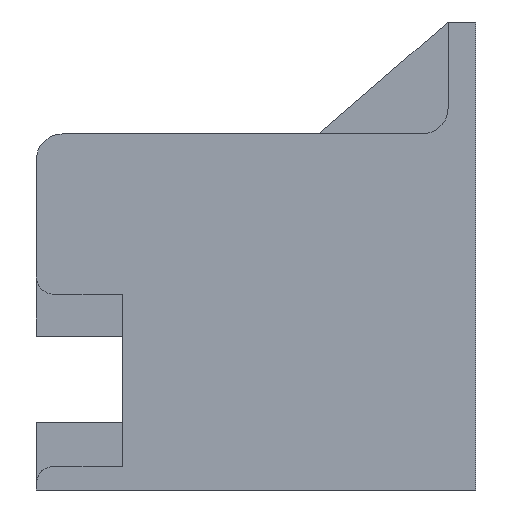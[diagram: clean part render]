
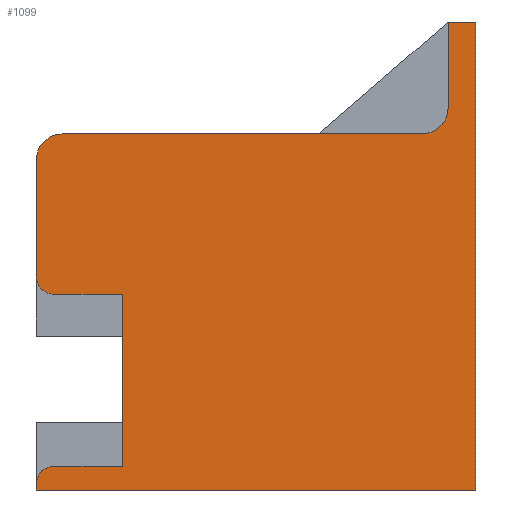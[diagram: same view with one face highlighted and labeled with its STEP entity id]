
A CAD part, left-side view. The second image highlights one B-rep face of the part: STEP entity #1099.
In plain terms, the highlighted planar face has unit normal (-1, 0, 0).
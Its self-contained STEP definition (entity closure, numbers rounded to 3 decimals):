
#65=CIRCLE('',#1167,3.);
#71=CIRCLE('',#1185,3.);
#72=CIRCLE('',#1186,2.);
#73=CIRCLE('',#1187,2.);
#111=FACE_OUTER_BOUND('',#173,.T.);
#173=EDGE_LOOP('',(#792,#793,#794,#795,#796,#797,#798,#799,#800,#801,#802,
#803,#804,#805));
#227=LINE('',#1609,#341);
#247=LINE('',#1656,#361);
#250=LINE('',#1664,#364);
#256=LINE('',#1682,#370);
#257=LINE('',#1684,#371);
#258=LINE('',#1685,#372);
#259=LINE('',#1689,#373);
#260=LINE('',#1693,#374);
#261=LINE('',#1695,#375);
#262=LINE('',#1697,#376);
#341=VECTOR('',#1282,10.);
#361=VECTOR('',#1324,10.);
#364=VECTOR('',#1333,10.);
#370=VECTOR('',#1351,10.);
#371=VECTOR('',#1352,10.);
#372=VECTOR('',#1353,10.);
#373=VECTOR('',#1356,10.);
#374=VECTOR('',#1359,10.);
#375=VECTOR('',#1360,10.);
#376=VECTOR('',#1361,10.);
#454=VERTEX_POINT('',#1606);
#455=VERTEX_POINT('',#1608);
#457=VERTEX_POINT('',#1614);
#471=VERTEX_POINT('',#1654);
#473=VERTEX_POINT('',#1662);
#478=VERTEX_POINT('',#1680);
#479=VERTEX_POINT('',#1681);
#480=VERTEX_POINT('',#1683);
#481=VERTEX_POINT('',#1686);
#482=VERTEX_POINT('',#1688);
#483=VERTEX_POINT('',#1690);
#484=VERTEX_POINT('',#1692);
#485=VERTEX_POINT('',#1694);
#486=VERTEX_POINT('',#1696);
#563=EDGE_CURVE('',#454,#455,#227,.T.);
#567=EDGE_CURVE('',#457,#454,#65,.T.);
#587=EDGE_CURVE('',#471,#457,#247,.T.);
#591=EDGE_CURVE('',#473,#455,#250,.T.);
#599=EDGE_CURVE('',#478,#479,#256,.T.);
#600=EDGE_CURVE('',#478,#480,#257,.T.);
#601=EDGE_CURVE('',#473,#480,#258,.T.);
#602=EDGE_CURVE('',#481,#471,#71,.T.);
#603=EDGE_CURVE('',#482,#481,#259,.T.);
#604=EDGE_CURVE('',#483,#482,#72,.T.);
#605=EDGE_CURVE('',#484,#483,#260,.T.);
#606=EDGE_CURVE('',#485,#484,#261,.T.);
#607=EDGE_CURVE('',#486,#485,#262,.T.);
#608=EDGE_CURVE('',#479,#486,#73,.T.);
#792=ORIENTED_EDGE('',*,*,#599,.F.);
#793=ORIENTED_EDGE('',*,*,#600,.T.);
#794=ORIENTED_EDGE('',*,*,#601,.F.);
#795=ORIENTED_EDGE('',*,*,#591,.T.);
#796=ORIENTED_EDGE('',*,*,#563,.F.);
#797=ORIENTED_EDGE('',*,*,#567,.F.);
#798=ORIENTED_EDGE('',*,*,#587,.F.);
#799=ORIENTED_EDGE('',*,*,#602,.F.);
#800=ORIENTED_EDGE('',*,*,#603,.F.);
#801=ORIENTED_EDGE('',*,*,#604,.F.);
#802=ORIENTED_EDGE('',*,*,#605,.F.);
#803=ORIENTED_EDGE('',*,*,#606,.F.);
#804=ORIENTED_EDGE('',*,*,#607,.F.);
#805=ORIENTED_EDGE('',*,*,#608,.F.);
#1061=PLANE('',#1184);
#1099=ADVANCED_FACE('',(#111),#1061,.F.);
#1167=AXIS2_PLACEMENT_3D('',#1616,#1289,#1290);
#1184=AXIS2_PLACEMENT_3D('',#1679,#1349,#1350);
#1185=AXIS2_PLACEMENT_3D('',#1687,#1354,#1355);
#1186=AXIS2_PLACEMENT_3D('',#1691,#1357,#1358);
#1187=AXIS2_PLACEMENT_3D('',#1698,#1362,#1363);
#1282=DIRECTION('',(0.,0.,1.));
#1289=DIRECTION('center_axis',(-1.,0.,0.));
#1290=DIRECTION('ref_axis',(0.,-0.707,-0.707));
#1324=DIRECTION('',(0.,-1.,0.));
#1333=DIRECTION('',(0.,1.,0.));
#1349=DIRECTION('center_axis',(1.,0.,0.));
#1350=DIRECTION('ref_axis',(0.,0.,
1.));
#1351=DIRECTION('',(0.,0.,1.));
#1352=DIRECTION('',(0.,-1.,0.));
#1353=DIRECTION('',(0.,0.,-1.));
#1354=DIRECTION('center_axis',(1.,0.,0.));
#1355=DIRECTION('ref_axis',(0.,0.,1.));
#1356=DIRECTION('',(0.,0.,1.));
#1357=DIRECTION('center_axis',(1.,0.,0.));
#1358=DIRECTION('ref_axis',(0.,0.,-1.));
#1359=DIRECTION('',(0.,1.,0.));
#1360=DIRECTION('',(0.,0.,1.));
#1361=DIRECTION('',(0.,-1.,0.));
#1362=DIRECTION('center_axis',(1.,0.,0.));
#1363=DIRECTION('ref_axis',(0.,0.,1.));
#1606=CARTESIAN_POINT('',(-58.185,-1.8,28.827));
#1608=CARTESIAN_POINT('',(-58.185,-1.8,38.827));
#1609=CARTESIAN_POINT('',(-58.185,-1.8,38.827));
#1614=CARTESIAN_POINT('',(-58.185,1.2,25.827));
#1616=CARTESIAN_POINT('Origin',(-58.185,1.2,28.827));
#1654=CARTESIAN_POINT('',(-58.185,43.,25.827));
#1656=CARTESIAN_POINT('',(-58.185,57.,25.827));
#1662=CARTESIAN_POINT('',(-58.185,-5.,38.827));
#1664=CARTESIAN_POINT('',(-58.185,-5.,38.827));
#1679=CARTESIAN_POINT('Origin',(-58.185,119.,-15.516));
#1680=CARTESIAN_POINT('',(-58.185,46.,-15.516));
#1681=CARTESIAN_POINT('',(-58.185,46.,-14.776));
#1682=CARTESIAN_POINT('',(-58.185,46.,-7.758));
#1683=CARTESIAN_POINT('',(-58.185,-5.,-15.516));
#1684=CARTESIAN_POINT('',(-58.185,119.,-15.516));
#1685=CARTESIAN_POINT('',(-58.185,-5.,-7.758));
#1686=CARTESIAN_POINT('',(-58.185,46.,22.827));
#1687=CARTESIAN_POINT('Origin',(-58.185,43.,22.827));
#1688=CARTESIAN_POINT('',(-58.185,46.,9.224));
#1689=CARTESIAN_POINT('',(-58.185,46.,-7.758));
#1690=CARTESIAN_POINT('',(-58.185,44.,7.224));
#1691=CARTESIAN_POINT('Origin',(-58.185,44.,9.224));
#1692=CARTESIAN_POINT('',(-58.185,36.,7.224));
#1693=CARTESIAN_POINT('',(-58.185,77.5,7.224));
#1694=CARTESIAN_POINT('',(-58.185,36.,-12.776));
#1695=CARTESIAN_POINT('',(-58.185,36.,-7.758));
#1696=CARTESIAN_POINT('',(-58.185,44.,-12.776));
#1697=CARTESIAN_POINT('',(-58.185,77.5,-12.776));
#1698=CARTESIAN_POINT('Origin',(-58.185,44.,-14.776));
